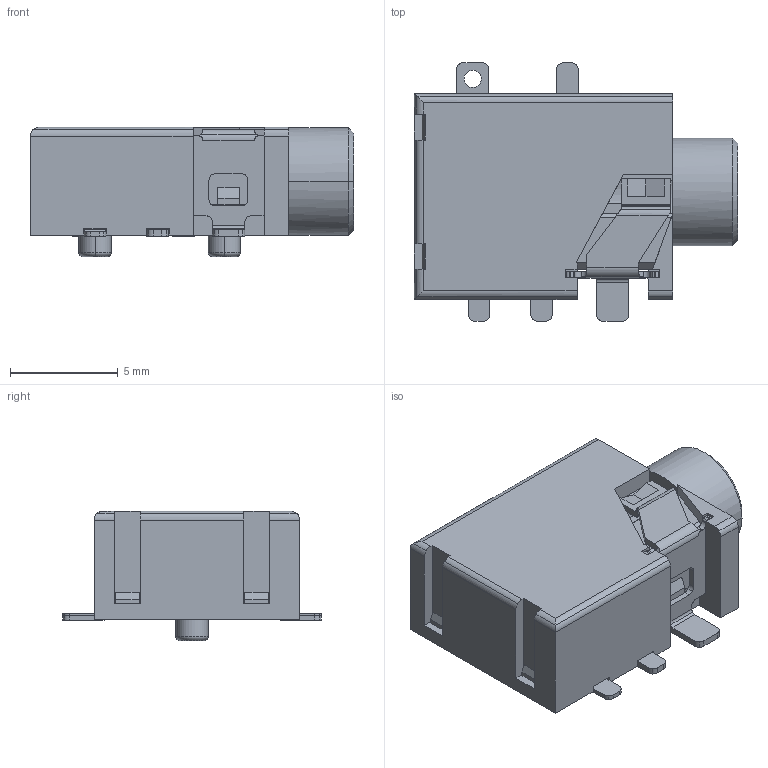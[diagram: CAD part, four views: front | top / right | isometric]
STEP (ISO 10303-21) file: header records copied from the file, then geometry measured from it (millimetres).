
FILE_DESCRIPTION (( 'STEP AP203' ), '1' );
FILE_NAME ('CUI_DEVICES_SJ1-3515-SMT-TR.step', '2020-10-24T21:30:37', ( '' ), ( '' ), 'SwSTEP 2.0', 'SolidWorks 2020', '' );
FILE_SCHEMA (( 'CONFIG_CONTROL_DESIGN' ));
Length unit declared in the file: inch
Products named in the file (1): CUI_DEVICES_SJ1-3515-SMT-TR
Bounding box: 15 x 12 x 6 mm (x, y, z)
Volume: 462.9 mm3; surface area: 866 mm2
Topology: 1 solids, 5 shells, 432 faces, 1257 edges, 825 vertices
Faces by surface type: plane 300, cylinder 124, cone 4, torus 4
Entity records: 14427 total; most frequent: CARTESIAN_POINT 2789, ORIENTED_EDGE 2514, DIRECTION 2316, EDGE_CURVE 1257, VECTOR 948, LINE 948, VERTEX_POINT 825, AXIS2_PLACEMENT_3D 684
